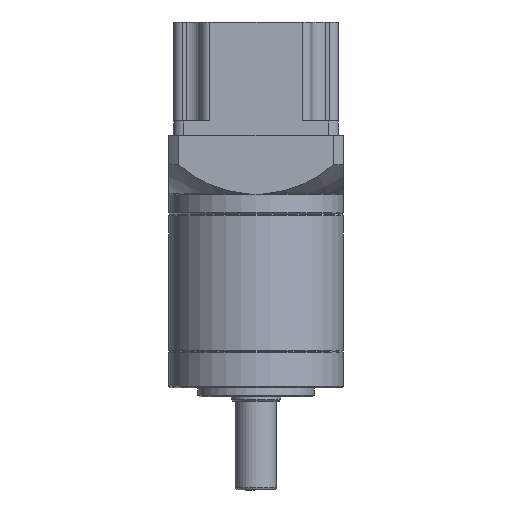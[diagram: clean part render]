
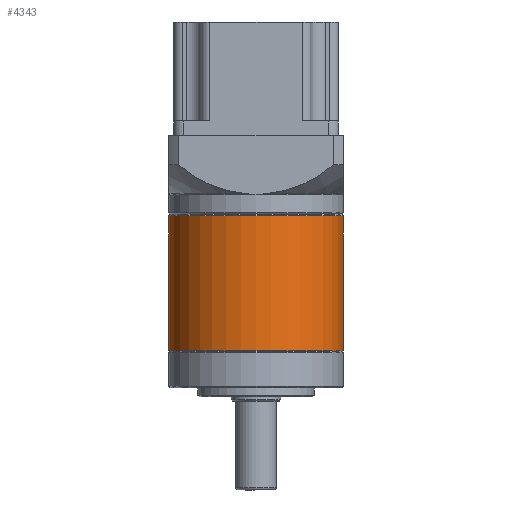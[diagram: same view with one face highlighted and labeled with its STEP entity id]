
A CAD part, front view. The second image highlights one B-rep face of the part: STEP entity #4343.
In plain terms, the highlighted cylindrical face has radius 30 mm (diameter 60 mm), a partial arc.
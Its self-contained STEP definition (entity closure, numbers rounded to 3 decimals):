
#20 = AXIS2_PLACEMENT_3D ( 'NONE', #4052, #4053, #4054 ) ;
#167 = AXIS2_PLACEMENT_3D ( 'NONE', #3772, #3773, #3774 ) ;
#423 = AXIS2_PLACEMENT_3D ( 'NONE', #3754, #3755, #3756 ) ;
#428 = CIRCLE ( 'NONE', #167, 30. ) ;
#1324 = CIRCLE ( 'NONE', #423, 30. ) ;
#1400 = EDGE_CURVE ( 'NONE', #5312, #5206, #4650, .T. ) ;
#1402 = EDGE_CURVE ( 'NONE', #5313, #5205, #4651, .T. ) ;
#2414 = CARTESIAN_POINT ( 'NONE',  ( 30., 0., -73.7 ) ) ;
#2415 = CARTESIAN_POINT ( 'NONE',  ( -30., 0., -73.7 ) ) ;
#2905 = EDGE_LOOP ( 'NONE', ( #4586, #4587, #4588, #4585 ) ) ;
#3072 = FACE_OUTER_BOUND ( 'NONE', #2905, .T. ) ;
#3073 = CYLINDRICAL_SURFACE ( 'NONE', #20, 30. ) ;
#3203 = DIRECTION ( 'NONE',  ( 0., 0., 1. ) ) ;
#3204 = CARTESIAN_POINT ( 'NONE',  ( -30., 0., -73.7 ) ) ;
#3208 = DIRECTION ( 'NONE',  ( 0., 0., 1. ) ) ;
#3209 = CARTESIAN_POINT ( 'NONE',  ( 30., 0., -73.7 ) ) ;
#3741 = CARTESIAN_POINT ( 'NONE',  ( -30., 0., -27.5 ) ) ;
#3742 = CARTESIAN_POINT ( 'NONE',  ( 30., 0., -27.5 ) ) ;
#3754 = CARTESIAN_POINT ( 'NONE',  ( 0., 0., -73.7 ) ) ;
#3755 = DIRECTION ( 'NONE',  ( 0., 0., 1. ) ) ;
#3756 = DIRECTION ( 'NONE',  ( 1., 0., 0. ) ) ;
#3772 = CARTESIAN_POINT ( 'NONE',  ( 0., 0., -27.5 ) ) ;
#3773 = DIRECTION ( 'NONE',  ( 0., 0., 1. ) ) ;
#3774 = DIRECTION ( 'NONE',  ( 1., 0., 0. ) ) ;
#4052 = CARTESIAN_POINT ( 'NONE',  ( 0., 0., -73.7 ) ) ;
#4053 = DIRECTION ( 'NONE',  ( 0., 0., 1. ) ) ;
#4054 = DIRECTION ( 'NONE',  ( 1., 0., 0. ) ) ;
#4292 = EDGE_CURVE ( 'NONE', #5313, #5312, #1324, .T. ) ;
#4298 = EDGE_CURVE ( 'NONE', #5205, #5206, #428, .T. ) ;
#4343 = ADVANCED_FACE ( 'NONE', ( #3072 ), #3073, .T. ) ;
#4585 = ORIENTED_EDGE ( 'NONE', *, *, #4298, .F. ) ;
#4586 = ORIENTED_EDGE ( 'NONE', *, *, #1402, .F. ) ;
#4587 = ORIENTED_EDGE ( 'NONE', *, *, #4292, .T. ) ;
#4588 = ORIENTED_EDGE ( 'NONE', *, *, #1400, .T. ) ;
#4650 = LINE ( 'NONE', #3209, #5333 ) ;
#4651 = LINE ( 'NONE', #3204, #5340 ) ;
#5205 = VERTEX_POINT ( 'NONE', #3741 ) ;
#5206 = VERTEX_POINT ( 'NONE', #3742 ) ;
#5312 = VERTEX_POINT ( 'NONE', #2414 ) ;
#5313 = VERTEX_POINT ( 'NONE', #2415 ) ;
#5333 = VECTOR ( 'NONE', #3208, 1000. ) ;
#5340 = VECTOR ( 'NONE', #3203, 1000. ) ;
